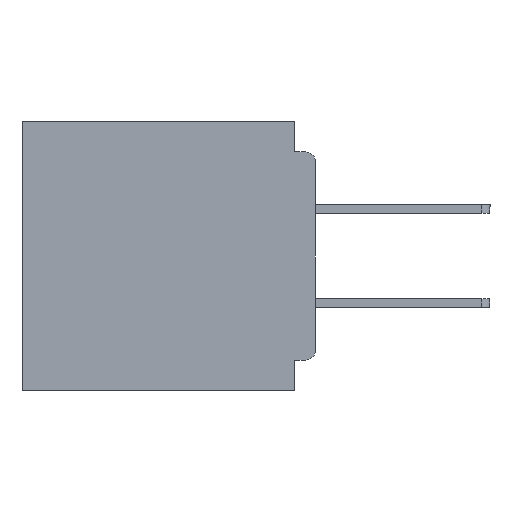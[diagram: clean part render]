
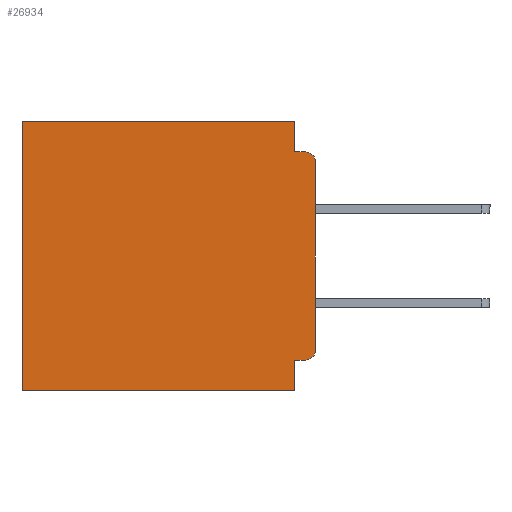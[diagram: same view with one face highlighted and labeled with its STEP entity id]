
A CAD part, left-side view. The second image highlights one B-rep face of the part: STEP entity #26934.
In plain terms, the highlighted planar face has unit normal (-1, 0, 0).
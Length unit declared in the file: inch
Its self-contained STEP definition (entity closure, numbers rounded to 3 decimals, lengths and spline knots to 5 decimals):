
#6 = CIRCLE ( 'NONE', #31660, 0.015 ) ;
#305 = DIRECTION ( 'NONE',  ( 0., -1., 0. ) ) ;
#703 = AXIS2_PLACEMENT_3D ( 'NONE', #24676, #24117, #38685 ) ;
#1837 = LINE ( 'NONE', #38185, #42271 ) ;
#2030 = LINE ( 'NONE', #12869, #32096 ) ;
#2712 = EDGE_CURVE ( 'NONE', #38422, #38072, #11635, .T. ) ;
#4314 = PLANE ( 'NONE',  #36440 ) ;
#4971 = FACE_OUTER_BOUND ( 'NONE', #45813, .T. ) ;
#5419 = ORIENTED_EDGE ( 'NONE', *, *, #49307, .F. ) ;
#7467 = CARTESIAN_POINT ( 'NONE',  ( 0.3, 0., -0.355 ) ) ;
#7514 = EDGE_CURVE ( 'NONE', #32974, #20074, #7532, .T. ) ;
#7532 = LINE ( 'NONE', #43276, #27262 ) ;
#7896 = CARTESIAN_POINT ( 'NONE',  ( 0.3, 0.437, 0. ) ) ;
#9664 = VERTEX_POINT ( 'NONE', #17646 ) ;
#10820 = ORIENTED_EDGE ( 'NONE', *, *, #2712, .T. ) ;
#11635 = CIRCLE ( 'NONE', #703, 0.015 ) ;
#12026 = ORIENTED_EDGE ( 'NONE', *, *, #34417, .F. ) ;
#12489 = VERTEX_POINT ( 'NONE', #48198 ) ;
#12869 = CARTESIAN_POINT ( 'NONE',  ( 0.3, 0., 0. ) ) ;
#13113 = EDGE_CURVE ( 'NONE', #26656, #19051, #2030, .T. ) ;
#13925 = LINE ( 'NONE', #45246, #34726 ) ;
#14714 = EDGE_CURVE ( 'NONE', #41191, #20074, #6, .T. ) ;
#15492 = DIRECTION ( 'NONE',  ( -1., 0., 0. ) ) ;
#15587 = VECTOR ( 'NONE', #28342, 39.37008 ) ;
#16240 = DIRECTION ( 'NONE',  ( 1., 0., 0. ) ) ;
#16573 = CARTESIAN_POINT ( 'NONE',  ( 0.3, 0., -0.4 ) ) ;
#16855 = DIRECTION ( 'NONE',  ( 0., 1., 0. ) ) ;
#17124 = CARTESIAN_POINT ( 'NONE',  ( 0.3, 0.031, 0. ) ) ;
#17397 = EDGE_CURVE ( 'NONE', #19051, #9664, #13925, .T. ) ;
#17646 = CARTESIAN_POINT ( 'NONE',  ( 0.3, 0.437, -0.4 ) ) ;
#17845 = EDGE_CURVE ( 'NONE', #26962, #9664, #39605, .T. ) ;
#19051 = VERTEX_POINT ( 'NONE', #7896 ) ;
#20074 = VERTEX_POINT ( 'NONE', #22842 ) ;
#20276 = CARTESIAN_POINT ( 'NONE',  ( 0.3, 0.031, -0.4 ) ) ;
#20501 = DIRECTION ( 'NONE',  ( 0., 1., 0. ) ) ;
#20878 = ORIENTED_EDGE ( 'NONE', *, *, #38741, .F. ) ;
#21427 = CARTESIAN_POINT ( 'NONE',  ( 0.3, 0., -0.34 ) ) ;
#21923 = DIRECTION ( 'NONE',  ( 0., 0., -1. ) ) ;
#22842 = CARTESIAN_POINT ( 'NONE',  ( 0.3, 0.015, -0.045 ) ) ;
#23675 = VECTOR ( 'NONE', #34889, 39.37008 ) ;
#23812 = CARTESIAN_POINT ( 'NONE',  ( 0.3, 0.015, -0.355 ) ) ;
#24117 = DIRECTION ( 'NONE',  ( -1., 0., 0. ) ) ;
#24676 = CARTESIAN_POINT ( 'NONE',  ( 0.3, 0.015, -0.34 ) ) ;
#24881 = CARTESIAN_POINT ( 'NONE',  ( 0.3, 0.031, -0.045 ) ) ;
#24932 = VECTOR ( 'NONE', #40502, 39.37008 ) ;
#25215 = EDGE_CURVE ( 'NONE', #26656, #32974, #45585, .T. ) ;
#26656 = VERTEX_POINT ( 'NONE', #41558 ) ;
#26896 = CARTESIAN_POINT ( 'NONE',  ( 0.3, 0., -0.06 ) ) ;
#26934 = ADVANCED_FACE ( 'NONE', ( #4971 ), #4314, .F. ) ;
#26962 = VERTEX_POINT ( 'NONE', #35697 ) ;
#27262 = VECTOR ( 'NONE', #305, 39.37008 ) ;
#28342 = DIRECTION ( 'NONE',  ( 0., 0., -1. ) ) ;
#29256 = VECTOR ( 'NONE', #20501, 39.37008 ) ;
#30202 = ORIENTED_EDGE ( 'NONE', *, *, #17397, .T. ) ;
#31660 = AXIS2_PLACEMENT_3D ( 'NONE', #38899, #15492, #42829 ) ;
#32096 = VECTOR ( 'NONE', #16855, 39.37008 ) ;
#32778 = LINE ( 'NONE', #7467, #23675 ) ;
#32974 = VERTEX_POINT ( 'NONE', #24881 ) ;
#34417 = EDGE_CURVE ( 'NONE', #41191, #38072, #1837, .T. ) ;
#34726 = VECTOR ( 'NONE', #21923, 39.37008 ) ;
#34889 = DIRECTION ( 'NONE',  ( 0., 1., 0. ) ) ;
#35697 = CARTESIAN_POINT ( 'NONE',  ( 0.3, 0.031, -0.4 ) ) ;
#36379 = LINE ( 'NONE', #20276, #15587 ) ;
#36440 = AXIS2_PLACEMENT_3D ( 'NONE', #39642, #16240, #43544 ) ;
#38072 = VERTEX_POINT ( 'NONE', #21427 ) ;
#38185 = CARTESIAN_POINT ( 'NONE',  ( 0.3, 0., -0.4 ) ) ;
#38422 = VERTEX_POINT ( 'NONE', #23812 ) ;
#38685 = DIRECTION ( 'NONE',  ( 0., 0., -1. ) ) ;
#38741 = EDGE_CURVE ( 'NONE', #38422, #12489, #32778, .T. ) ;
#38899 = CARTESIAN_POINT ( 'NONE',  ( 0.3, 0.015, -0.06 ) ) ;
#39605 = LINE ( 'NONE', #16573, #29256 ) ;
#39642 = CARTESIAN_POINT ( 'NONE',  ( 0.3, 0., -0.4 ) ) ;
#40502 = DIRECTION ( 'NONE',  ( 0., 0., -1. ) ) ;
#41191 = VERTEX_POINT ( 'NONE', #26896 ) ;
#41558 = CARTESIAN_POINT ( 'NONE',  ( 0.3, 0.031, 0. ) ) ;
#41813 = ORIENTED_EDGE ( 'NONE', *, *, #13113, .T. ) ;
#42271 = VECTOR ( 'NONE', #46142, 39.37008 ) ;
#42829 = DIRECTION ( 'NONE',  ( 0., 0., -1. ) ) ;
#42940 = ORIENTED_EDGE ( 'NONE', *, *, #17845, .F. ) ;
#43276 = CARTESIAN_POINT ( 'NONE',  ( 0.3, 0., -0.045 ) ) ;
#43544 = DIRECTION ( 'NONE',  ( 0., 0., -1. ) ) ;
#45246 = CARTESIAN_POINT ( 'NONE',  ( 0.3, 0.437, -0.4 ) ) ;
#45585 = LINE ( 'NONE', #17124, #24932 ) ;
#45813 = EDGE_LOOP ( 'NONE', ( #12026, #48049, #47480, #46650, #41813, #30202, #42940, #5419, #20878, #10820 ) ) ;
#46142 = DIRECTION ( 'NONE',  ( 0., 0., -1. ) ) ;
#46650 = ORIENTED_EDGE ( 'NONE', *, *, #25215, .F. ) ;
#47480 = ORIENTED_EDGE ( 'NONE', *, *, #7514, .F. ) ;
#48049 = ORIENTED_EDGE ( 'NONE', *, *, #14714, .T. ) ;
#48198 = CARTESIAN_POINT ( 'NONE',  ( 0.3, 0.031, -0.355 ) ) ;
#49307 = EDGE_CURVE ( 'NONE', #12489, #26962, #36379, .T. ) ;
